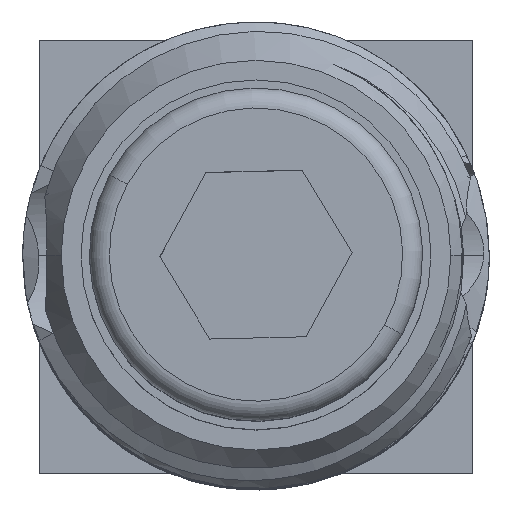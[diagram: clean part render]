
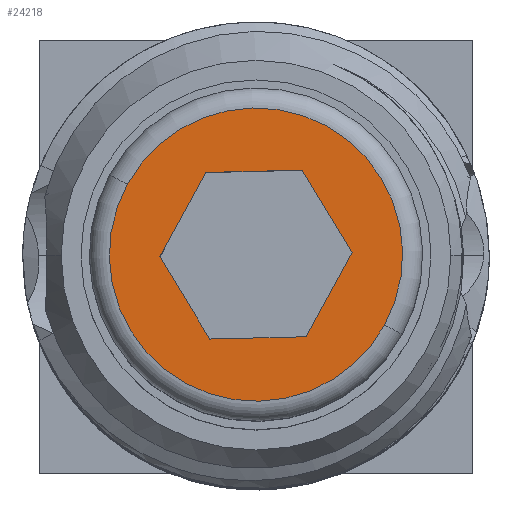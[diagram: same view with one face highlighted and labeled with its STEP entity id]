
A CAD part, top view. The second image highlights one B-rep face of the part: STEP entity #24218.
In plain terms, the highlighted face is planar.
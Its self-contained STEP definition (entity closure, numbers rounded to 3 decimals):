
#255 = EDGE_CURVE ( 'NONE', #28334, #8863, #11306, .T. ) ;
#948 = CARTESIAN_POINT ( 'NONE',  ( 1.443, 51., -2.5 ) ) ;
#2220 = CARTESIAN_POINT ( 'NONE',  ( -2.887, 51., 0. ) ) ;
#2630 = ORIENTED_EDGE ( 'NONE', *, *, #21932, .F. ) ;
#3294 = LINE ( 'NONE', #2220, #27174 ) ;
#3824 = CIRCLE ( 'NONE', #9214, 4.4 ) ;
#3867 = CARTESIAN_POINT ( 'NONE',  ( 2.887, 51., 0. ) ) ;
#4161 = AXIS2_PLACEMENT_3D ( 'NONE', #6590, #26802, #21148 ) ;
#4310 = ORIENTED_EDGE ( 'NONE', *, *, #12299, .T. ) ;
#4336 = CARTESIAN_POINT ( 'NONE',  ( 1.443, 51., -2.5 ) ) ;
#4367 = DIRECTION ( 'NONE',  ( 0.5, 0., 0.866 ) ) ;
#4920 = CARTESIAN_POINT ( 'NONE',  ( 1.443, 51., 2.5 ) ) ;
#5254 = DIRECTION ( 'NONE',  ( 0., 1., 0. ) ) ;
#6320 = VECTOR ( 'NONE', #16228, 1000. ) ;
#6478 = EDGE_CURVE ( 'NONE', #13702, #9451, #12273, .T. ) ;
#6590 = CARTESIAN_POINT ( 'NONE',  ( 0., 51., 0. ) ) ;
#6904 = VERTEX_POINT ( 'NONE', #10375 ) ;
#7288 = ORIENTED_EDGE ( 'NONE', *, *, #6478, .F. ) ;
#8037 = LINE ( 'NONE', #4336, #11204 ) ;
#8246 = CARTESIAN_POINT ( 'NONE',  ( 0., 51., 4.4 ) ) ;
#8863 = VERTEX_POINT ( 'NONE', #948 ) ;
#9214 = AXIS2_PLACEMENT_3D ( 'NONE', #23298, #5254, #18689 ) ;
#9451 = VERTEX_POINT ( 'NONE', #25764 ) ;
#10375 = CARTESIAN_POINT ( 'NONE',  ( 0., 51., -4.4 ) ) ;
#11204 = VECTOR ( 'NONE', #22287, 1000. ) ;
#11306 = LINE ( 'NONE', #14276, #28507 ) ;
#11377 = DIRECTION ( 'NONE',  ( 0., 0., 1. ) ) ;
#11397 = EDGE_LOOP ( 'NONE', ( #20058, #4310 ) ) ;
#11907 = CARTESIAN_POINT ( 'NONE',  ( -1.443, 51., -2.5 ) ) ;
#12254 = EDGE_CURVE ( 'NONE', #8863, #13702, #8037, .T. ) ;
#12273 = LINE ( 'NONE', #11907, #6320 ) ;
#12299 = EDGE_CURVE ( 'NONE', #6904, #24164, #13310, .T. ) ;
#12651 = ORIENTED_EDGE ( 'NONE', *, *, #14905, .F. ) ;
#12867 = FACE_OUTER_BOUND ( 'NONE', #11397, .T. ) ;
#13071 = EDGE_CURVE ( 'NONE', #24164, #6904, #3824, .T. ) ;
#13310 = CIRCLE ( 'NONE', #4161, 4.4 ) ;
#13702 = VERTEX_POINT ( 'NONE', #25074 ) ;
#14276 = CARTESIAN_POINT ( 'NONE',  ( 2.887, 51., 0. ) ) ;
#14617 = CARTESIAN_POINT ( 'NONE',  ( -1.443, 51., 2.5 ) ) ;
#14905 = EDGE_CURVE ( 'NONE', #24087, #16709, #19275, .T. ) ;
#15294 = ORIENTED_EDGE ( 'NONE', *, *, #28650, .F. ) ;
#16228 = DIRECTION ( 'NONE',  ( -0.5, 0., 0.866 ) ) ;
#16441 = DIRECTION ( 'NONE',  ( -0.5, 0., -0.866 ) ) ;
#16709 = VERTEX_POINT ( 'NONE', #4920 ) ;
#17152 = VECTOR ( 'NONE', #24051, 1000. ) ;
#17463 = LINE ( 'NONE', #24285, #20302 ) ;
#18689 = DIRECTION ( 'NONE',  ( 0., 0., 1. ) ) ;
#18723 = ORIENTED_EDGE ( 'NONE', *, *, #12254, .F. ) ;
#19275 = LINE ( 'NONE', #26029, #17152 ) ;
#19687 = DIRECTION ( 'NONE',  ( 0.5, 0., -0.866 ) ) ;
#20058 = ORIENTED_EDGE ( 'NONE', *, *, #13071, .T. ) ;
#20302 = VECTOR ( 'NONE', #19687, 1000. ) ;
#20409 = DIRECTION ( 'NONE',  ( 0., 1., 0. ) ) ;
#21148 = DIRECTION ( 'NONE',  ( 0., 0., 1. ) ) ;
#21923 = EDGE_LOOP ( 'NONE', ( #12651, #15294, #7288, #18723, #22947, #2630 ) ) ;
#21932 = EDGE_CURVE ( 'NONE', #16709, #28334, #17463, .T. ) ;
#22287 = DIRECTION ( 'NONE',  ( -1., 0., 0. ) ) ;
#22947 = ORIENTED_EDGE ( 'NONE', *, *, #255, .F. ) ;
#23298 = CARTESIAN_POINT ( 'NONE',  ( 0., 51., 0. ) ) ;
#24051 = DIRECTION ( 'NONE',  ( 1., 0., 0. ) ) ;
#24087 = VERTEX_POINT ( 'NONE', #14617 ) ;
#24164 = VERTEX_POINT ( 'NONE', #8246 ) ;
#24218 = ADVANCED_FACE ( 'NONE', ( #27281, #12867 ), #24544, .T. ) ;
#24285 = CARTESIAN_POINT ( 'NONE',  ( 1.443, 51., 2.5 ) ) ;
#24544 = PLANE ( 'NONE',  #26366 ) ;
#24739 = CARTESIAN_POINT ( 'NONE',  ( 0., 51., 0. ) ) ;
#25074 = CARTESIAN_POINT ( 'NONE',  ( -1.443, 51., -2.5 ) ) ;
#25764 = CARTESIAN_POINT ( 'NONE',  ( -2.887, 51., 0. ) ) ;
#26029 = CARTESIAN_POINT ( 'NONE',  ( -1.443, 51., 2.5 ) ) ;
#26366 = AXIS2_PLACEMENT_3D ( 'NONE', #24739, #20409, #11377 ) ;
#26802 = DIRECTION ( 'NONE',  ( 0., 1., 0. ) ) ;
#27174 = VECTOR ( 'NONE', #4367, 1000. ) ;
#27281 = FACE_BOUND ( 'NONE', #21923, .T. ) ;
#28334 = VERTEX_POINT ( 'NONE', #3867 ) ;
#28507 = VECTOR ( 'NONE', #16441, 1000. ) ;
#28650 = EDGE_CURVE ( 'NONE', #9451, #24087, #3294, .T. ) ;
